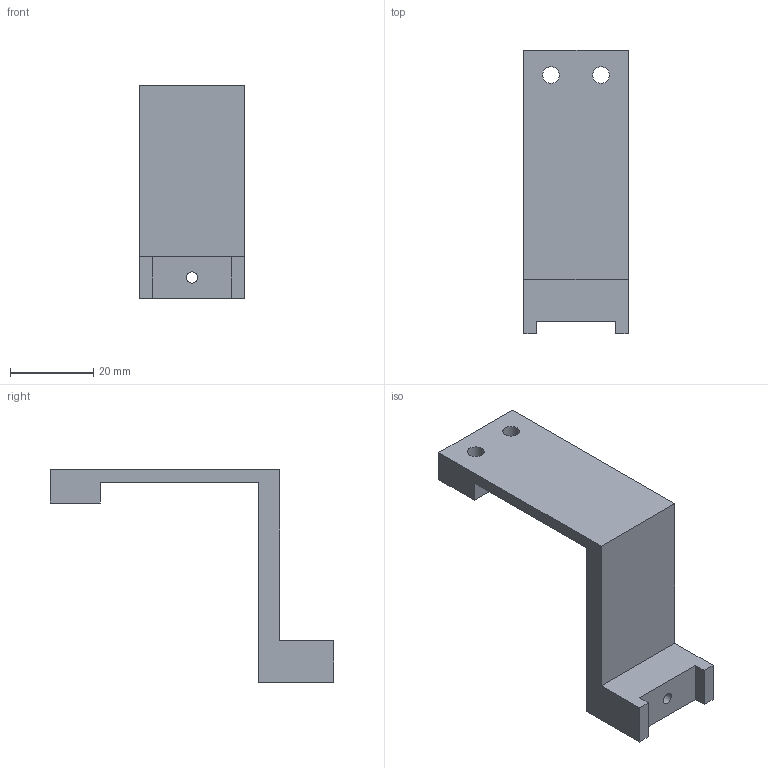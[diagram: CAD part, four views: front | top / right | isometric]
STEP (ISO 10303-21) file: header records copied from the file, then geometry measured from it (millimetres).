
FILE_DESCRIPTION(/* description */ (''),/* implementation_level */ '2;1');
FILE_NAME(/* name */ 'Sensor Mount Wheel V1 v4.step',/* time_stamp */ '2023-06-22T15:51:12+01:00',/* author */ (''),/* organization */ (''),/* preprocessor_version */ 'ST-DEVELOPER v19.2',/* originating_system */ 'Autodesk Translation Framework v12.6.0.85',/* authorisation */ '');
FILE_SCHEMA (('AUTOMOTIVE_DESIGN { 1 0 10303 214 3 1 1 }'));
Length unit declared in the file: millimetre
Products named in the file (1): Sensor Mount Wheel V1
Bounding box: 25 x 68 x 51 mm (x, y, z)
Volume: 14018.1 mm3; surface area: 7602.6 mm2
Topology: 1 solids, 1 shells, 19 faces, 51 edges, 34 vertices
Faces by surface type: plane 16, cylinder 3
Full cylindrical faces by diameter (mm): 2.7 x1, 4 x2
Entity records: 636 total; most frequent: CARTESIAN_POINT 105, ORIENTED_EDGE 102, DIRECTION 97, EDGE_CURVE 51, LINE 45, VECTOR 45, VERTEX_POINT 34, AXIS2_PLACEMENT_3D 26
